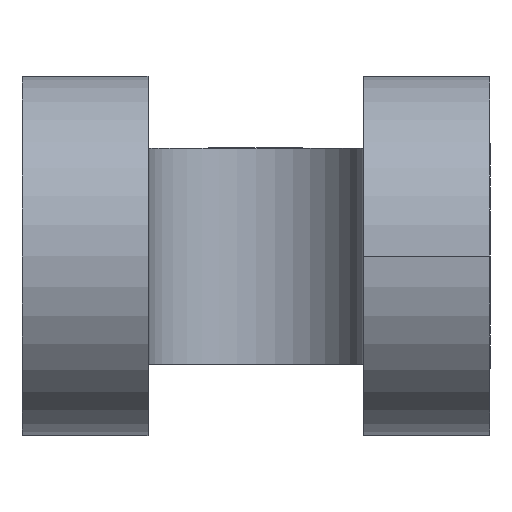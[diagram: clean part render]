
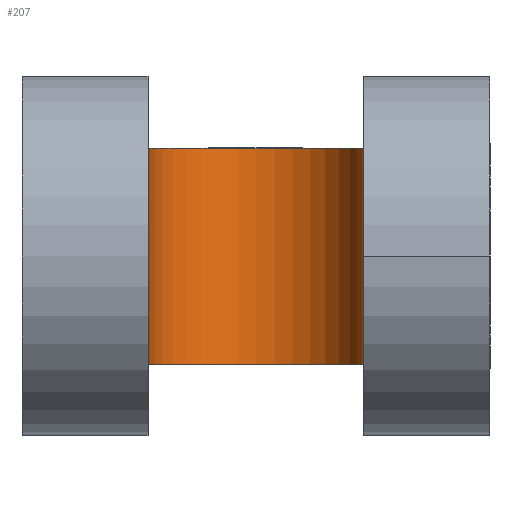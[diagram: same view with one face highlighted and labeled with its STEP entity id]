
A CAD part, left-side view. The second image highlights one B-rep face of the part: STEP entity #207.
In plain terms, the highlighted cylindrical face has radius 15 mm (diameter 30 mm), a partial arc.
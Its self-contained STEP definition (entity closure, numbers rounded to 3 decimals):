
#24 = ORIENTED_EDGE ( 'NONE', *, *, #423, .T. ) ;
#207 = ADVANCED_FACE ( 'NONE', ( #1685 ), #1244, .F. ) ;
#325 = EDGE_CURVE ( 'NONE', #692, #551, #1487, .T. ) ;
#342 = LINE ( 'NONE', #1035, #1492 ) ;
#353 = ORIENTED_EDGE ( 'NONE', *, *, #1432, .F. ) ;
#423 = EDGE_CURVE ( 'NONE', #1190, #613, #611, .T. ) ;
#456 = AXIS2_PLACEMENT_3D ( 'NONE', #1187, #1323, #1285 ) ;
#551 = VERTEX_POINT ( 'NONE', #898 ) ;
#611 = CIRCLE ( 'NONE', #832, 15. ) ;
#613 = VERTEX_POINT ( 'NONE', #774 ) ;
#615 = DIRECTION ( 'NONE',  ( -1., 0., 0. ) ) ;
#684 = EDGE_LOOP ( 'NONE', ( #24, #353, #1151, #797 ) ) ;
#692 = VERTEX_POINT ( 'NONE', #1363 ) ;
#774 = CARTESIAN_POINT ( 'NONE',  ( 0., -15., -15. ) ) ;
#797 = ORIENTED_EDGE ( 'NONE', *, *, #1343, .T. ) ;
#832 = AXIS2_PLACEMENT_3D ( 'NONE', #1447, #1309, #615 ) ;
#898 = CARTESIAN_POINT ( 'NONE',  ( 0., -15., 15. ) ) ;
#966 = DIRECTION ( 'NONE',  ( 0., 0., -1. ) ) ;
#1028 = DIRECTION ( 'NONE',  ( 0., 0., -1. ) ) ;
#1035 = CARTESIAN_POINT ( 'NONE',  ( 0., 15., 15. ) ) ;
#1102 = DIRECTION ( 'NONE',  ( 0., 0., -1. ) ) ;
#1108 = AXIS2_PLACEMENT_3D ( 'NONE', #1817, #966, #1530 ) ;
#1151 = ORIENTED_EDGE ( 'NONE', *, *, #325, .F. ) ;
#1167 = VECTOR ( 'NONE', #1102, 1000. ) ;
#1187 = CARTESIAN_POINT ( 'NONE',  ( 0., 0., 15. ) ) ;
#1190 = VERTEX_POINT ( 'NONE', #1563 ) ;
#1244 = CYLINDRICAL_SURFACE ( 'NONE', #1108, 15. ) ;
#1285 = DIRECTION ( 'NONE',  ( -1., 0., 0. ) ) ;
#1309 = DIRECTION ( 'NONE',  ( 0., 0., -1. ) ) ;
#1323 = DIRECTION ( 'NONE',  ( 0., 0., -1. ) ) ;
#1343 = EDGE_CURVE ( 'NONE', #692, #1190, #342, .T. ) ;
#1348 = CARTESIAN_POINT ( 'NONE',  ( 0., -15., 15. ) ) ;
#1363 = CARTESIAN_POINT ( 'NONE',  ( 0., 15., 15. ) ) ;
#1432 = EDGE_CURVE ( 'NONE', #551, #613, #1802, .T. ) ;
#1447 = CARTESIAN_POINT ( 'NONE',  ( 0., 0., -15. ) ) ;
#1487 = CIRCLE ( 'NONE', #456, 15. ) ;
#1492 = VECTOR ( 'NONE', #1028, 1000. ) ;
#1530 = DIRECTION ( 'NONE',  ( -1., 0., 0. ) ) ;
#1563 = CARTESIAN_POINT ( 'NONE',  ( 0., 15., -15. ) ) ;
#1685 = FACE_OUTER_BOUND ( 'NONE', #684, .T. ) ;
#1802 = LINE ( 'NONE', #1348, #1167 ) ;
#1817 = CARTESIAN_POINT ( 'NONE',  ( 0., 0., 15. ) ) ;
